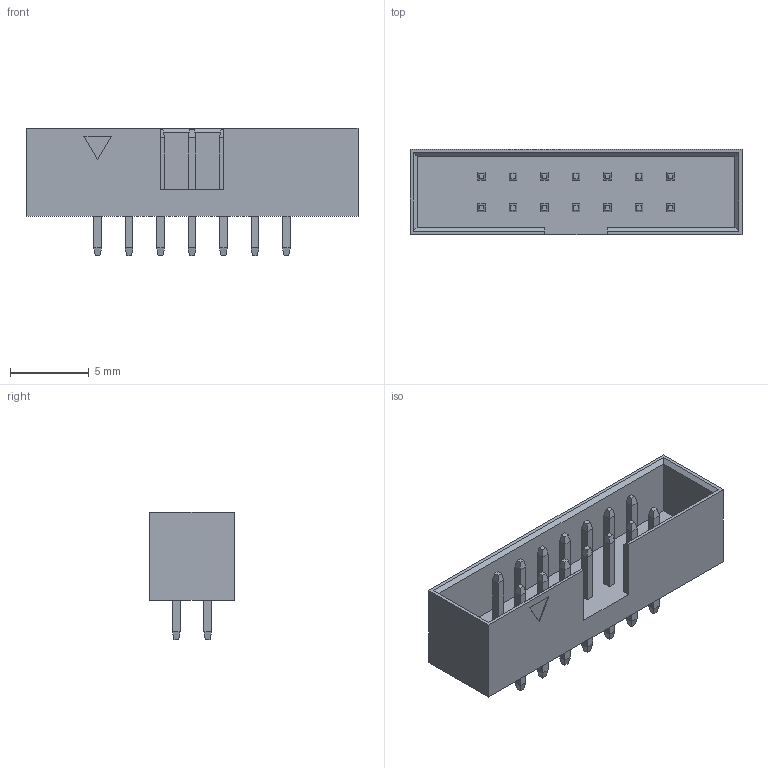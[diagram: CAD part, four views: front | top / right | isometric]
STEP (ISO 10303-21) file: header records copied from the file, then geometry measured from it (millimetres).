
FILE_DESCRIPTION (( 'STEP AP214' ), '1' );
FILE_NAME ('BH2-14_DS1014-14SF1B-3A.STEP', '2022-12-19T17:43:01', ( 'Zhukovsky' ), ( '' ), 'SwSTEP 2.0', 'SolidWorks 2017', '' );
FILE_SCHEMA (( 'AUTOMOTIVE_DESIGN' ));
Length unit declared in the file: millimetre
Products named in the file (1): BH2-14_DS1014-14SF1B-3A
Bounding box: 21.1 x 5.4 x 8.1 mm (x, y, z)
Volume: 295.9 mm3; surface area: 850.1 mm2
Topology: 1 solids, 1 shells, 275 faces, 616 edges, 372 vertices
Faces by surface type: plane 275
Entity records: 10128 total; most frequent: CARTESIAN_POINT 1264, ORIENTED_EDGE 1232, DIRECTION 1168, VECTOR 616, EDGE_CURVE 616, LINE 616, VERTEX_POINT 372, EDGE_LOOP 304
